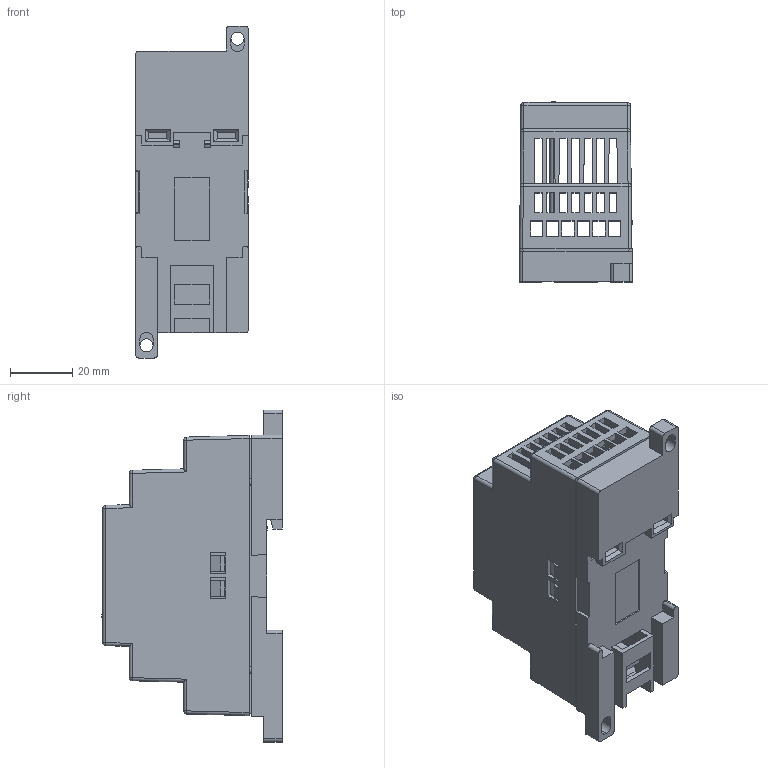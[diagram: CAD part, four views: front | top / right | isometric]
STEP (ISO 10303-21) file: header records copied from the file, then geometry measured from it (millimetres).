
FILE_DESCRIPTION (( 'STEP AP214' ), '1' );
FILE_NAME ('弝謹.301152.320.3100.STEP', '2023-02-09T07:28:07', ( '' ), ( '' ), 'SwSTEP 2.0', 'SolidWorks 2019', '' );
FILE_SCHEMA (( 'AUTOMOTIVE_DESIGN' ));
Length unit declared in the file: millimetre
Products named in the file (4): 弝謹.755755.420.2275; 弝謹.301152.320.3100; (1597)弝謹.731153.420.1597; 弝謹.741582.420.1610
Assembly tree (3 placements, depth 2):
  弝謹.301152.320.3100
    (1597)弝謹.731153.420.1597
    弝謹.741582.420.1610
    弝謹.755755.420.2275
Bounding box: 36.22 x 57.96 x 106.64 mm (x, y, z)
Volume: 35841.4 mm3; surface area: 40991.7 mm2
Topology: 3 solids, 3 shells, 545 faces, 1625 edges, 1045 vertices
Faces by surface type: plane 431, cylinder 84, bspline 18, cone 10, torus 2
Entity records: 21823 total; most frequent: CARTESIAN_POINT 3685, ORIENTED_EDGE 3216, DIRECTION 2838, EDGE_CURVE 1608, VECTOR 1384, LINE 1384, VERTEX_POINT 1040, AXIS2_PLACEMENT_3D 727
